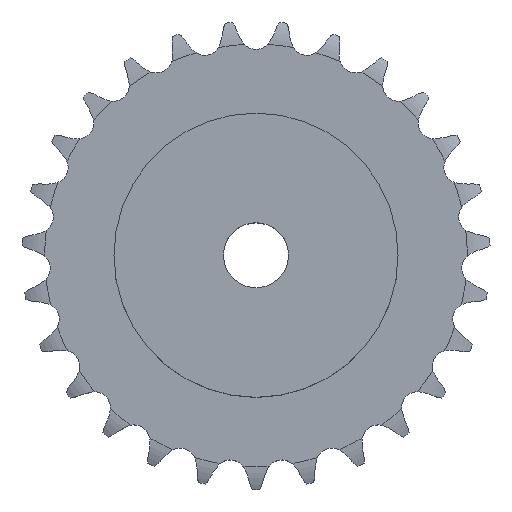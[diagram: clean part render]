
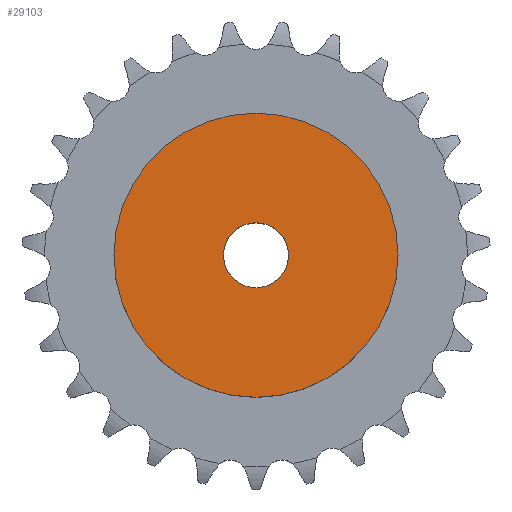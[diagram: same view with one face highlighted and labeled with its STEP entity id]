
A CAD part, top view. The second image highlights one B-rep face of the part: STEP entity #29103.
In plain terms, the highlighted planar face has unit normal (0, 0, 1).
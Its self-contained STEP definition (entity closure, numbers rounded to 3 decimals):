
#3603 = CYLINDRICAL_SURFACE('',#3604,35.);
#3604 = AXIS2_PLACEMENT_3D('',#3605,#3606,#3607);
#3605 = CARTESIAN_POINT('',(0.,0.,0.));
#3606 = DIRECTION('',(-0.,-0.,-1.));
#3607 = DIRECTION('',(1.,0.,0.));
#18328 = VERTEX_POINT('',#18329);
#18329 = CARTESIAN_POINT('',(35.,0.,30.));
#18350 = EDGE_CURVE('',#18328,#18328,#18351,.T.);
#18351 = SURFACE_CURVE('',#18352,(#18357,#18364),.PCURVE_S1.);
#18352 = CIRCLE('',#18353,35.);
#18353 = AXIS2_PLACEMENT_3D('',#18354,#18355,#18356);
#18354 = CARTESIAN_POINT('',(0.,0.,30.));
#18355 = DIRECTION('',(0.,0.,1.));
#18356 = DIRECTION('',(1.,0.,0.));
#18357 = PCURVE('',#3603,#18358);
#18358 = DEFINITIONAL_REPRESENTATION('',(#18359),#18363);
#18359 = LINE('',#18360,#18361);
#18360 = CARTESIAN_POINT('',(-0.,-30.));
#18361 = VECTOR('',#18362,1.);
#18362 = DIRECTION('',(-1.,0.));
#18363 = ( GEOMETRIC_REPRESENTATION_CONTEXT(2) 
PARAMETRIC_REPRESENTATION_CONTEXT() REPRESENTATION_CONTEXT('2D SPACE',''
  ) );
#18364 = PCURVE('',#18365,#18370);
#18365 = PLANE('',#18366);
#18366 = AXIS2_PLACEMENT_3D('',#18367,#18368,#18369);
#18367 = CARTESIAN_POINT('',(0.,0.,30.)
  );
#18368 = DIRECTION('',(0.,0.,1.));
#18369 = DIRECTION('',(1.,0.,0.));
#18370 = DEFINITIONAL_REPRESENTATION('',(#18371),#18375);
#18371 = CIRCLE('',#18372,35.);
#18372 = AXIS2_PLACEMENT_2D('',#18373,#18374);
#18373 = CARTESIAN_POINT('',(0.,0.));
#18374 = DIRECTION('',(1.,0.));
#18375 = ( GEOMETRIC_REPRESENTATION_CONTEXT(2) 
PARAMETRIC_REPRESENTATION_CONTEXT() REPRESENTATION_CONTEXT('2D SPACE',''
  ) );
#24698 = CYLINDRICAL_SURFACE('',#24699,8.);
#24699 = AXIS2_PLACEMENT_3D('',#24700,#24701,#24702);
#24700 = CARTESIAN_POINT('',(0.,0.,177.88));
#24701 = DIRECTION('',(0.,0.,1.));
#24702 = DIRECTION('',(1.,0.,0.));
#29103 = ADVANCED_FACE('',(#29104,#29107),#18365,.T.);
#29104 = FACE_BOUND('',#29105,.T.);
#29105 = EDGE_LOOP('',(#29106));
#29106 = ORIENTED_EDGE('',*,*,#18350,.T.);
#29107 = FACE_BOUND('',#29108,.T.);
#29108 = EDGE_LOOP('',(#29109));
#29109 = ORIENTED_EDGE('',*,*,#29110,.F.);
#29110 = EDGE_CURVE('',#29111,#29111,#29113,.T.);
#29111 = VERTEX_POINT('',#29112);
#29112 = CARTESIAN_POINT('',(8.,0.,30.));
#29113 = SURFACE_CURVE('',#29114,(#29119,#29126),.PCURVE_S1.);
#29114 = CIRCLE('',#29115,8.);
#29115 = AXIS2_PLACEMENT_3D('',#29116,#29117,#29118);
#29116 = CARTESIAN_POINT('',(0.,0.,30.));
#29117 = DIRECTION('',(0.,0.,1.));
#29118 = DIRECTION('',(1.,0.,0.));
#29119 = PCURVE('',#18365,#29120);
#29120 = DEFINITIONAL_REPRESENTATION('',(#29121),#29125);
#29121 = CIRCLE('',#29122,8.);
#29122 = AXIS2_PLACEMENT_2D('',#29123,#29124);
#29123 = CARTESIAN_POINT('',(0.,0.));
#29124 = DIRECTION('',(1.,0.));
#29125 = ( GEOMETRIC_REPRESENTATION_CONTEXT(2) 
PARAMETRIC_REPRESENTATION_CONTEXT() REPRESENTATION_CONTEXT('2D SPACE',''
  ) );
#29126 = PCURVE('',#24698,#29127);
#29127 = DEFINITIONAL_REPRESENTATION('',(#29128),#29132);
#29128 = LINE('',#29129,#29130);
#29129 = CARTESIAN_POINT('',(0.,-147.88));
#29130 = VECTOR('',#29131,1.);
#29131 = DIRECTION('',(1.,0.));
#29132 = ( GEOMETRIC_REPRESENTATION_CONTEXT(2) 
PARAMETRIC_REPRESENTATION_CONTEXT() REPRESENTATION_CONTEXT('2D SPACE',''
  ) );
